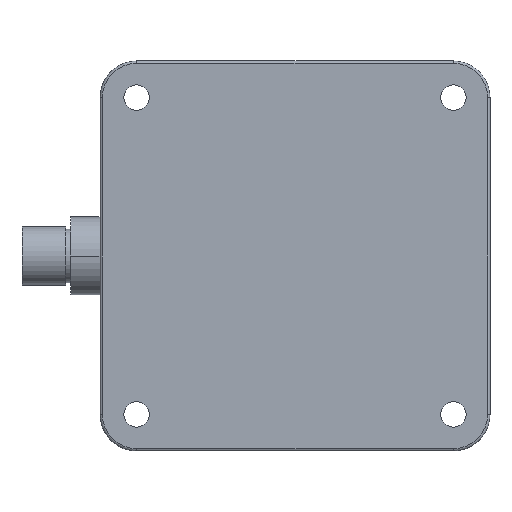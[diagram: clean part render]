
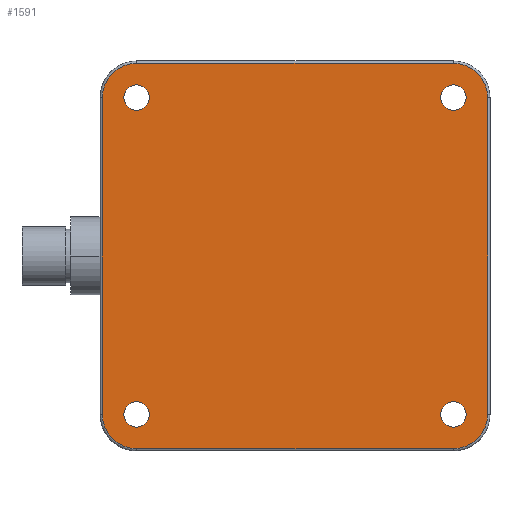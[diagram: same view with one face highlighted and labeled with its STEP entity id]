
A CAD part, front view. The second image highlights one B-rep face of the part: STEP entity #1591.
In plain terms, the highlighted planar face has unit normal (0, -1, 0).
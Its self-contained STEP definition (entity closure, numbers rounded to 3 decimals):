
#77=CARTESIAN_POINT('',(32.5,0.,32.5));
#78=DIRECTION('',(0.,1.,0.));
#79=DIRECTION('',(0.,0.,1.));
#80=AXIS2_PLACEMENT_3D('',#77,#78,#79);
#86=CARTESIAN_POINT('',(32.5,0.,-32.5));
#87=DIRECTION('',(0.,1.,0.));
#88=DIRECTION('',(1.,0.,0.));
#89=AXIS2_PLACEMENT_3D('',#86,#87,#88);
#94=CARTESIAN_POINT('',(-32.5,0.,-32.5));
#95=DIRECTION('',(0.,1.,0.));
#96=DIRECTION('',(0.,0.,-1.));
#97=AXIS2_PLACEMENT_3D('',#94,#95,#96);
#102=CARTESIAN_POINT('',(-32.5,0.,32.5));
#103=DIRECTION('',(0.,1.,0.));
#104=DIRECTION('',(-1.,0.,0.));
#105=AXIS2_PLACEMENT_3D('',#102,#103,#104);
#110=CARTESIAN_POINT('',(32.5,0.,32.5));
#111=DIRECTION('',(0.,-1.,0.));
#112=DIRECTION('',(-1.,0.,0.));
#113=AXIS2_PLACEMENT_3D('',#110,#111,#112);
#118=CARTESIAN_POINT('',(32.5,0.,32.5));
#119=DIRECTION('',(0.,-1.,0.));
#120=DIRECTION('',(1.,0.,0.));
#121=AXIS2_PLACEMENT_3D('',#118,#119,#120);
#126=CARTESIAN_POINT('',(32.5,0.,-32.5));
#127=DIRECTION('',(0.,-1.,0.));
#128=DIRECTION('',(0.,0.,1.));
#129=AXIS2_PLACEMENT_3D('',#126,#127,#128);
#134=CARTESIAN_POINT('',(32.5,0.,-32.5));
#135=DIRECTION('',(0.,-1.,0.));
#136=DIRECTION('',(0.,0.,-1.));
#137=AXIS2_PLACEMENT_3D('',#134,#135,#136);
#142=CARTESIAN_POINT('',(-32.5,0.,-32.5));
#143=DIRECTION('',(0.,-1.,0.));
#144=DIRECTION('',(1.,0.,0.));
#145=AXIS2_PLACEMENT_3D('',#142,#143,#144);
#150=CARTESIAN_POINT('',(-32.5,0.,-32.5));
#151=DIRECTION('',(0.,-1.,0.));
#152=DIRECTION('',(-1.,0.,0.));
#153=AXIS2_PLACEMENT_3D('',#150,#151,#152);
#158=CARTESIAN_POINT('',(-32.5,0.,32.5));
#159=DIRECTION('',(0.,-1.,0.));
#160=DIRECTION('',(0.,0.,-1.));
#161=AXIS2_PLACEMENT_3D('',#158,#159,#160);
#166=CARTESIAN_POINT('',(-32.5,0.,32.5));
#167=DIRECTION('',(0.,-1.,0.));
#168=DIRECTION('',(0.,0.,1.));
#169=AXIS2_PLACEMENT_3D('',#166,#167,#168);
#174=DIRECTION('',(-1.,0.,0.));
#175=VECTOR('',#174,65.);
#176=CARTESIAN_POINT('',(32.5,0.,39.5));
#177=LINE('',#176,#175);
#212=DIRECTION('',(0.,0.,-1.));
#213=VECTOR('',#212,65.);
#214=CARTESIAN_POINT('',(-39.5,0.,
32.5));
#215=LINE('',#214,#213);
#250=DIRECTION('',(1.,0.,0.));
#251=VECTOR('',#250,65.);
#252=CARTESIAN_POINT('',(-32.5,0.,
-39.5));
#253=LINE('',#252,#251);
#288=DIRECTION('',(0.,0.,1.));
#289=VECTOR('',#288,65.);
#290=CARTESIAN_POINT('',(39.5,0.,
-32.5));
#291=LINE('',#290,#289);
#1328=CARTESIAN_POINT('',(32.5,0.,
39.5));
#1329=CARTESIAN_POINT('',(-32.5,0.,
39.5));
#1330=VERTEX_POINT('',#1328);
#1331=VERTEX_POINT('',#1329);
#1332=CARTESIAN_POINT('',(39.5,0.,
32.5));
#1333=VERTEX_POINT('',#1332);
#1334=CARTESIAN_POINT('',(39.5,0.,
-32.5));
#1335=VERTEX_POINT('',#1334);
#1336=CARTESIAN_POINT('',(32.5,0.,
-39.5));
#1337=VERTEX_POINT('',#1336);
#1338=CARTESIAN_POINT('',(-32.5,0.,
-39.5));
#1339=VERTEX_POINT('',#1338);
#1340=CARTESIAN_POINT('',(-39.5,0.,
-32.5));
#1341=VERTEX_POINT('',#1340);
#1342=CARTESIAN_POINT('',(-39.5,0.,
32.5));
#1343=VERTEX_POINT('',#1342);
#1344=CARTESIAN_POINT('',(29.9,0.,32.5));
#1345=CARTESIAN_POINT('',(35.1,0.,32.5));
#1346=VERTEX_POINT('',#1344);
#1347=VERTEX_POINT('',#1345);
#1348=CARTESIAN_POINT('',(32.5,0.,-29.9));
#1349=CARTESIAN_POINT('',(32.5,0.,-35.1));
#1350=VERTEX_POINT('',#1348);
#1351=VERTEX_POINT('',#1349);
#1352=CARTESIAN_POINT('',(-29.9,0.,-32.5));
#1353=CARTESIAN_POINT('',(-35.1,0.,-32.5));
#1354=VERTEX_POINT('',#1352);
#1355=VERTEX_POINT('',#1353);
#1356=CARTESIAN_POINT('',(-32.5,0.,29.9));
#1357=CARTESIAN_POINT('',(-32.5,0.,35.1));
#1358=VERTEX_POINT('',#1356);
#1359=VERTEX_POINT('',#1357);
#1544=CARTESIAN_POINT('',(0.,0.,0.));
#1545=DIRECTION('',(0.,1.,0.));
#1546=DIRECTION('',(1.,0.,0.));
#1547=AXIS2_PLACEMENT_3D('',#1544,#1545,#1546);
#1548=PLANE('',#1547);
#1550=ORIENTED_EDGE('',*,*,#1549,.F.);
#1552=ORIENTED_EDGE('',*,*,#1551,.T.);
#1554=ORIENTED_EDGE('',*,*,#1553,.F.);
#1556=ORIENTED_EDGE('',*,*,#1555,.T.);
#1558=ORIENTED_EDGE('',*,*,#1557,.F.);
#1560=ORIENTED_EDGE('',*,*,#1559,.T.);
#1562=ORIENTED_EDGE('',*,*,#1561,.F.);
#1564=ORIENTED_EDGE('',*,*,#1563,.T.);
#1565=EDGE_LOOP('',(#1550,#1552,#1554,#1556,#1558,#1560,#1562,#1564));
#1566=FACE_OUTER_BOUND('',#1565,.F.);
#1568=ORIENTED_EDGE('',*,*,#1567,.T.);
#1570=ORIENTED_EDGE('',*,*,#1569,.T.);
#1571=EDGE_LOOP('',(#1568,#1570));
#1572=FACE_BOUND('',#1571,.F.);
#1574=ORIENTED_EDGE('',*,*,#1573,.T.);
#1576=ORIENTED_EDGE('',*,*,#1575,.T.);
#1577=EDGE_LOOP('',(#1574,#1576));
#1578=FACE_BOUND('',#1577,.F.);
#1580=ORIENTED_EDGE('',*,*,#1579,.T.);
#1582=ORIENTED_EDGE('',*,*,#1581,.T.);
#1583=EDGE_LOOP('',(#1580,#1582));
#1584=FACE_BOUND('',#1583,.F.);
#1586=ORIENTED_EDGE('',*,*,#1585,.T.);
#1588=ORIENTED_EDGE('',*,*,#1587,.T.);
#1589=EDGE_LOOP('',(#1586,#1588));
#1590=FACE_BOUND('',#1589,.F.);
#1591=ADVANCED_FACE('',(#1566,#1572,#1578,#1584,#1590),#1548,.F.);
#81=CIRCLE('',#80,7.);
#90=CIRCLE('',#89,7.);
#98=CIRCLE('',#97,7.);
#106=CIRCLE('',#105,7.);
#114=CIRCLE('',#113,2.6);
#122=CIRCLE('',#121,2.6);
#130=CIRCLE('',#129,2.6);
#138=CIRCLE('',#137,2.6);
#146=CIRCLE('',#145,2.6);
#154=CIRCLE('',#153,2.6);
#162=CIRCLE('',#161,2.6);
#170=CIRCLE('',#169,2.6);
#1549=EDGE_CURVE('',#1330,#1331,#177,.T.);
#1551=EDGE_CURVE('',#1330,#1333,#81,.T.);
#1553=EDGE_CURVE('',#1335,#1333,#291,.T.);
#1555=EDGE_CURVE('',#1335,#1337,#90,.T.);
#1557=EDGE_CURVE('',#1339,#1337,#253,.T.);
#1559=EDGE_CURVE('',#1339,#1341,#98,.T.);
#1561=EDGE_CURVE('',#1343,#1341,#215,.T.);
#1563=EDGE_CURVE('',#1343,#1331,#106,.T.);
#1567=EDGE_CURVE('',#1346,#1347,#114,.T.);
#1569=EDGE_CURVE('',#1347,#1346,#122,.T.);
#1573=EDGE_CURVE('',#1350,#1351,#130,.T.);
#1575=EDGE_CURVE('',#1351,#1350,#138,.T.);
#1579=EDGE_CURVE('',#1354,#1355,#146,.T.);
#1581=EDGE_CURVE('',#1355,#1354,#154,.T.);
#1585=EDGE_CURVE('',#1358,#1359,#162,.T.);
#1587=EDGE_CURVE('',#1359,#1358,#170,.T.);
